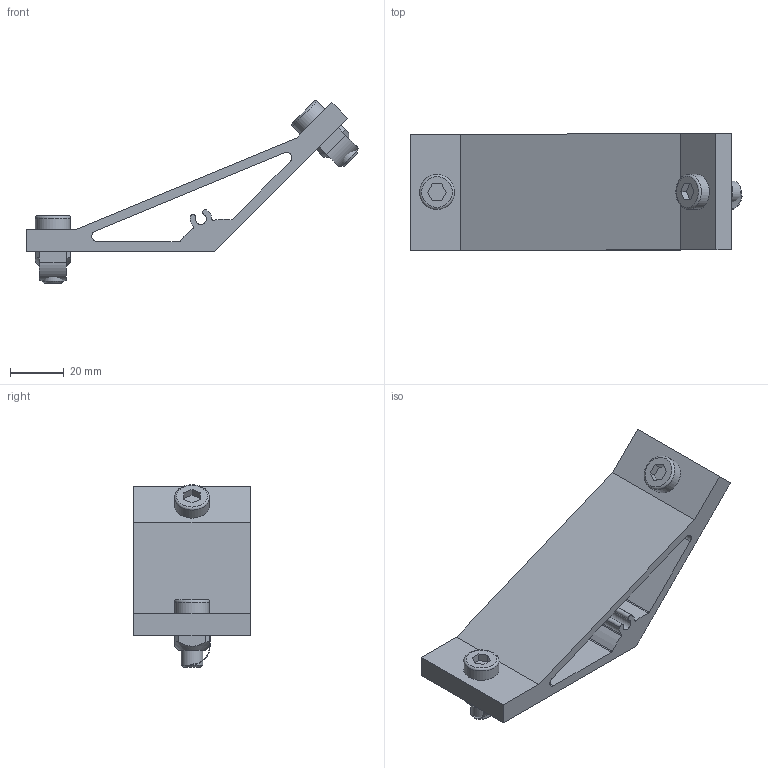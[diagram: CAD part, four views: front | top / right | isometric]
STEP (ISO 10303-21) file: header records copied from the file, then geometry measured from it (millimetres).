
FILE_DESCRIPTION(/* description */ (''),/* implementation_level */ '2;1');
FILE_NAME(/* name */ '40-570-1.stp',/* time_stamp */ '2024-08-13T13:43:00-04:00',/* author */ ('esanner'),/* organization */ (''),/* preprocessor_version */ 'ST-DEVELOPER v19',/* originating_system */ 'AutoCAD Mechanical',/* authorisation */ '');
FILE_SCHEMA (('AUTOMOTIVE_DESIGN { 1 0 10303 214 3 1 1 }'));
Length unit declared in the file: millimetre
Products named in the file (2): Product; M8X20LHSCS-0
Assembly tree (2 placements, depth 2):
  Product
    M8X20LHSCS-0  x2
Bounding box: 123.04 x 43 x 67.69 mm (x, y, z)
Volume: 50912 mm3; surface area: 26155.6 mm2
Topology: 5 solids, 5 shells, 105 faces, 265 edges, 174 vertices
Faces by surface type: plane 66, cylinder 29, cone 8, torus 2
Full cylindrical faces by diameter (mm): 6.8 x2, 8 x2, 9 x2, 13 x2
Entity records: 2896 total; most frequent: CARTESIAN_POINT 606, ORIENTED_EDGE 472, DIRECTION 466, EDGE_CURVE 236, AXIS2_PLACEMENT_3D 163, VERTEX_POINT 155, LINE 140, VECTOR 140
